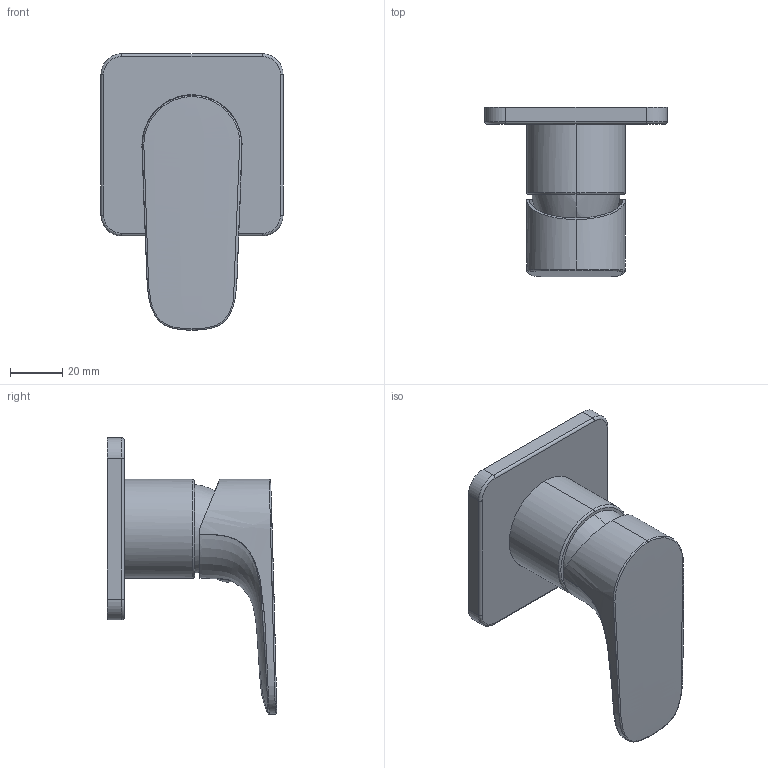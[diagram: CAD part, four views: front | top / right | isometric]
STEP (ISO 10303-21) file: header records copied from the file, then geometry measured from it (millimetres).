
FILE_DESCRIPTION(/* description */ (''),/* implementation_level */ '2;1');
FILE_NAME(/* name */ 'STEP - 155222502.2_9512458',/* time_stamp */ '2024-07-18T10:40:07+10:00',/* author */ (''),/* organization */ (''),/* preprocessor_version */ 'ST-DEVELOPER v16.5',/* originating_system */ 'Rhino 7.23',/* authorisation */ '');
FILE_SCHEMA (('AUTOMOTIVE_DESIGN'));
Length unit declared in the file: millimetre
Products named in the file (9): Document; 1647225012RECE0_ASM; 2020304107262; 205011801601; 2020107102261; 205050800126; 206028180126; 208000800601; 206024940126
Assembly tree (8 placements, depth 3):
  Document
    1647225012RECE0_ASM
      2020304107262
      205011801601
      2020107102261
      205050800126
      206028180126
      208000800601
      206024940126
Bounding box: 70 x 65.07 x 106.24 mm (x, y, z)
Volume: 32080.7 mm3; surface area: 37042.6 mm2
Topology: 7 solids, 7 shells, 516 faces, 1302 edges, 812 vertices
Faces by surface type: plane 263, bspline 179, cylinder 74
Entity records: 34363 total; most frequent: CARTESIAN_POINT 25715, ORIENTED_EDGE 2596, EDGE_CURVE 1298, B_SPLINE_CURVE_WITH_KNOTS 1033, VERTEX_POINT 812, EDGE_LOOP 544, ADVANCED_FACE 516, FACE_OUTER_BOUND 516
